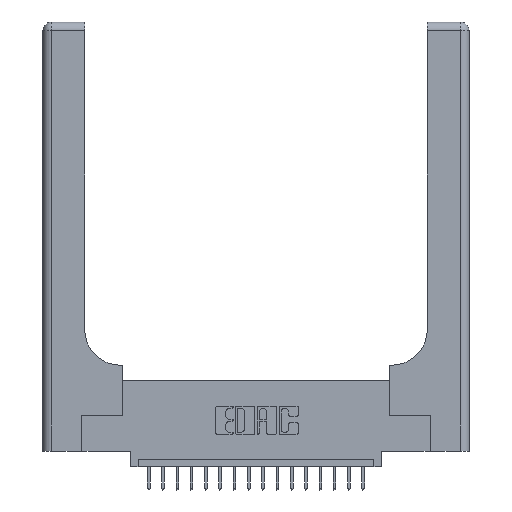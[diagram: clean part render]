
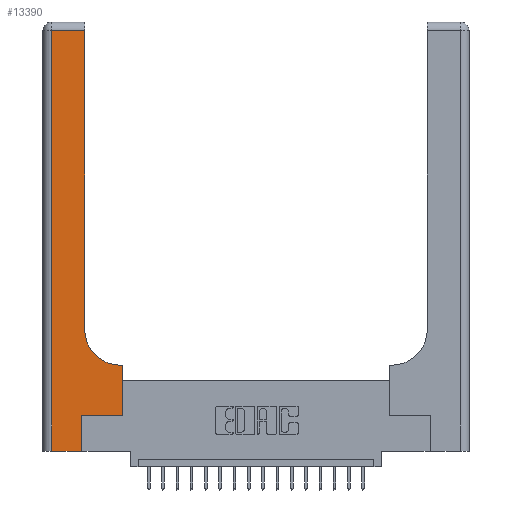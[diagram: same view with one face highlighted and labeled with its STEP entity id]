
A CAD part, top view. The second image highlights one B-rep face of the part: STEP entity #13390.
In plain terms, the highlighted planar face has unit normal (0, 0, 1).
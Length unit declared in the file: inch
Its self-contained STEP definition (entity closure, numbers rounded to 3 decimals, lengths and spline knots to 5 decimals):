
#178 = ORIENTED_EDGE ( 'NONE', *, *, #5248, .T. ) ;
#426 = VECTOR ( 'NONE', #18153, 39.37008 ) ;
#656 = VERTEX_POINT ( 'NONE', #10705 ) ;
#675 = EDGE_CURVE ( 'NONE', #18972, #15270, #8757, .T. ) ;
#750 = DIRECTION ( 'NONE',  ( -1., 0., 0. ) ) ;
#1293 = AXIS2_PLACEMENT_3D ( 'NONE', #15523, #7308, #12122 ) ;
#1722 = DIRECTION ( 'NONE',  ( 1., 0., 0. ) ) ;
#1783 = ORIENTED_EDGE ( 'NONE', *, *, #9449, .T. ) ;
#2349 = CARTESIAN_POINT ( 'NONE',  ( 0.269, 0.25, 0.37 ) ) ;
#2382 = EDGE_CURVE ( 'NONE', #19881, #656, #19107, .T. ) ;
#2531 = VERTEX_POINT ( 'NONE', #4780 ) ;
#2958 = ORIENTED_EDGE ( 'NONE', *, *, #11759, .T. ) ;
#3616 = CARTESIAN_POINT ( 'NONE',  ( 0.5415, 0.85, 0.37 ) ) ;
#3651 = CARTESIAN_POINT ( 'NONE',  ( 0., 0., 0.37 ) ) ;
#3871 = LINE ( 'NONE', #6628, #16229 ) ;
#3903 = FACE_OUTER_BOUND ( 'NONE', #6122, .T. ) ;
#4186 = CARTESIAN_POINT ( 'NONE',  ( 0.2915, 0.6, 0.37 ) ) ;
#4461 = LINE ( 'NONE', #4186, #15325 ) ;
#4780 = CARTESIAN_POINT ( 'NONE',  ( 0.2915, 0.85, 0.37 ) ) ;
#4897 = DIRECTION ( 'NONE',  ( 1., 0., 0. ) ) ;
#4943 = VECTOR ( 'NONE', #4897, 39.37008 ) ;
#5016 = VERTEX_POINT ( 'NONE', #18569 ) ;
#5248 = EDGE_CURVE ( 'NONE', #5016, #2531, #17204, .T. ) ;
#5250 = LINE ( 'NONE', #13223, #7490 ) ;
#5680 = VERTEX_POINT ( 'NONE', #20810 ) ;
#6049 = CARTESIAN_POINT ( 'NONE',  ( 0.06, 2.94, 0.37 ) ) ;
#6122 = EDGE_LOOP ( 'NONE', ( #2958, #19013, #9307, #1783, #12362, #19017, #19132, #12412, #178 ) ) ;
#6628 = CARTESIAN_POINT ( 'NONE',  ( 0.269, 0.25, 0.37 ) ) ;
#7308 = DIRECTION ( 'NONE',  ( 0., 0., -1. ) ) ;
#7338 = LINE ( 'NONE', #20106, #18975 ) ;
#7449 = LINE ( 'NONE', #3651, #4943 ) ;
#7490 = VECTOR ( 'NONE', #11723, 39.37008 ) ;
#8428 = EDGE_CURVE ( 'NONE', #15270, #5680, #5250, .T. ) ;
#8450 = AXIS2_PLACEMENT_3D ( 'NONE', #3616, #18296, #8689 ) ;
#8689 = DIRECTION ( 'NONE',  ( 1., 0., 0. ) ) ;
#8757 = LINE ( 'NONE', #20340, #11328 ) ;
#9307 = ORIENTED_EDGE ( 'NONE', *, *, #8428, .T. ) ;
#9449 = EDGE_CURVE ( 'NONE', #5680, #12529, #7449, .T. ) ;
#10334 = DIRECTION ( 'NONE',  ( 0., 1., 0. ) ) ;
#10705 = CARTESIAN_POINT ( 'NONE',  ( 0.5585, 0.6, 0.37 ) ) ;
#11328 = VECTOR ( 'NONE', #20410, 39.37008 ) ;
#11583 = EDGE_CURVE ( 'NONE', #656, #5016, #4461, .T. ) ;
#11723 = DIRECTION ( 'NONE',  ( 0., -1., 0. ) ) ;
#11759 = EDGE_CURVE ( 'NONE', #2531, #18972, #17068, .T. ) ;
#12122 = DIRECTION ( 'NONE',  ( -1., 0., 0. ) ) ;
#12362 = ORIENTED_EDGE ( 'NONE', *, *, #14473, .T. ) ;
#12412 = ORIENTED_EDGE ( 'NONE', *, *, #11583, .T. ) ;
#12529 = VERTEX_POINT ( 'NONE', #13174 ) ;
#12685 = CARTESIAN_POINT ( 'NONE',  ( 0.2915, 3., 0.37 ) ) ;
#13174 = CARTESIAN_POINT ( 'NONE',  ( 0.269, 0., 0.37 ) ) ;
#13223 = CARTESIAN_POINT ( 'NONE',  ( 0.06, 3., 0.37 ) ) ;
#13390 = ADVANCED_FACE ( 'NONE', ( #3903 ), #14042, .F. ) ;
#13401 = CARTESIAN_POINT ( 'NONE',  ( 0.5585, 0.25, 0.37 ) ) ;
#14042 = PLANE ( 'NONE',  #1293 ) ;
#14473 = EDGE_CURVE ( 'NONE', #12529, #15623, #7338, .T. ) ;
#14563 = VECTOR ( 'NONE', #17426, 39.37008 ) ;
#14865 = CARTESIAN_POINT ( 'NONE',  ( 0.2915, 2.94, 0.37 ) ) ;
#14973 = EDGE_CURVE ( 'NONE', #15623, #19881, #3871, .T. ) ;
#15270 = VERTEX_POINT ( 'NONE', #6049 ) ;
#15325 = VECTOR ( 'NONE', #750, 39.37008 ) ;
#15523 = CARTESIAN_POINT ( 'NONE',  ( 0., 3., 0.37 ) ) ;
#15623 = VERTEX_POINT ( 'NONE', #2349 ) ;
#16229 = VECTOR ( 'NONE', #1722, 39.37008 ) ;
#17068 = LINE ( 'NONE', #12685, #14563 ) ;
#17204 = CIRCLE ( 'NONE', #8450, 0.25 ) ;
#17426 = DIRECTION ( 'NONE',  ( 0., 1., 0. ) ) ;
#18153 = DIRECTION ( 'NONE',  ( 0., 1., 0. ) ) ;
#18296 = DIRECTION ( 'NONE',  ( 0., 0., -1. ) ) ;
#18569 = CARTESIAN_POINT ( 'NONE',  ( 0.5415, 0.6, 0.37 ) ) ;
#18972 = VERTEX_POINT ( 'NONE', #14865 ) ;
#18975 = VECTOR ( 'NONE', #10334, 39.37008 ) ;
#19013 = ORIENTED_EDGE ( 'NONE', *, *, #675, .T. ) ;
#19017 = ORIENTED_EDGE ( 'NONE', *, *, #14973, .T. ) ;
#19107 = LINE ( 'NONE', #13401, #426 ) ;
#19132 = ORIENTED_EDGE ( 'NONE', *, *, #2382, .T. ) ;
#19711 = CARTESIAN_POINT ( 'NONE',  ( 0.5585, 0.25, 0.37 ) ) ;
#19881 = VERTEX_POINT ( 'NONE', #19711 ) ;
#20106 = CARTESIAN_POINT ( 'NONE',  ( 0.269, 0., 0.37 ) ) ;
#20340 = CARTESIAN_POINT ( 'NONE',  ( 0., 2.94, 0.37 ) ) ;
#20410 = DIRECTION ( 'NONE',  ( -1., 0., 0. ) ) ;
#20810 = CARTESIAN_POINT ( 'NONE',  ( 0.06, 0., 0.37 ) ) ;
